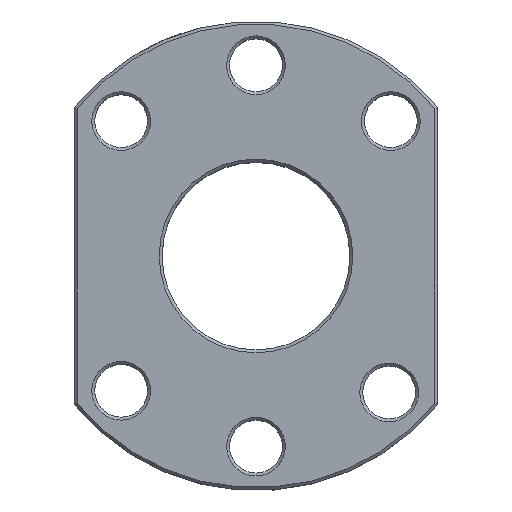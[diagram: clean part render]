
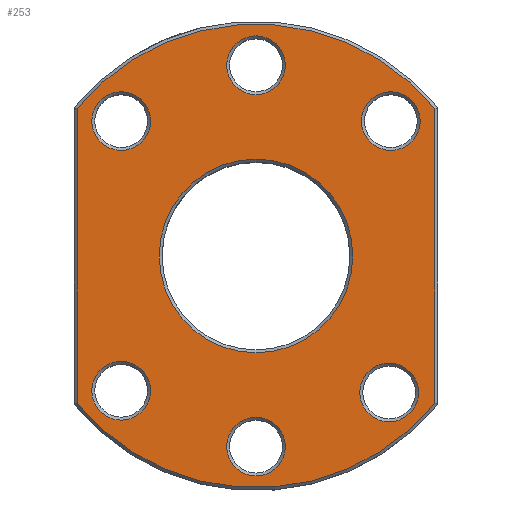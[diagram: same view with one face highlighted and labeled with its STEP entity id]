
A CAD part, top view. The second image highlights one B-rep face of the part: STEP entity #253.
In plain terms, the highlighted planar face has unit normal (0, 0, 1).
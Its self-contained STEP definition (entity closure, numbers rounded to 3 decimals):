
#222=CIRCLE('',#2593,5.);
#223=CIRCLE('',#2594,5.);
#224=CIRCLE('',#2595,5.);
#225=CIRCLE('',#2596,5.);
#226=CIRCLE('',#2597,5.);
#227=CIRCLE('',#2598,16.5);
#228=CIRCLE('',#2599,5.);
#229=CIRCLE('',#2600,39.5);
#230=CIRCLE('',#2601,39.5);
#253=ADVANCED_FACE('',(#670,#671,#672,#673,#674,#675,#676,#677),#397,.T.);
#397=PLANE('',#2602);
#670=FACE_BOUND('',#762,.T.);
#671=FACE_BOUND('',#763,.T.);
#672=FACE_BOUND('',#764,.T.);
#673=FACE_BOUND('',#765,.T.);
#674=FACE_BOUND('',#766,.T.);
#675=FACE_BOUND('',#767,.T.);
#676=FACE_BOUND('',#768,.T.);
#677=FACE_BOUND('',#769,.T.);
#762=EDGE_LOOP('',(#1045));
#763=EDGE_LOOP('',(#1046));
#764=EDGE_LOOP('',(#1047));
#765=EDGE_LOOP('',(#1048));
#766=EDGE_LOOP('',(#1049));
#767=EDGE_LOOP('',(#1050));
#768=EDGE_LOOP('',(#1051));
#769=EDGE_LOOP('',(#1052,#1053,#1054,#1055));
#1045=ORIENTED_EDGE('',*,*,#1955,.T.);
#1046=ORIENTED_EDGE('',*,*,#1956,.T.);
#1047=ORIENTED_EDGE('',*,*,#1957,.T.);
#1048=ORIENTED_EDGE('',*,*,#1958,.T.);
#1049=ORIENTED_EDGE('',*,*,#1959,.T.);
#1050=ORIENTED_EDGE('',*,*,#1960,.T.);
#1051=ORIENTED_EDGE('',*,*,#1961,.T.);
#1052=ORIENTED_EDGE('',*,*,#1962,.T.);
#1053=ORIENTED_EDGE('',*,*,#1963,.T.);
#1054=ORIENTED_EDGE('',*,*,#1964,.T.);
#1055=ORIENTED_EDGE('',*,*,#1965,.T.);
#1715=VERTEX_POINT('',#3786);
#1716=VERTEX_POINT('',#3788);
#1717=VERTEX_POINT('',#3790);
#1718=VERTEX_POINT('',#3792);
#1719=VERTEX_POINT('',#3794);
#1720=VERTEX_POINT('',#3796);
#1721=VERTEX_POINT('',#3798);
#1722=VERTEX_POINT('',#3800);
#1723=VERTEX_POINT('',#3801);
#1724=VERTEX_POINT('',#3803);
#1725=VERTEX_POINT('',#3805);
#1955=EDGE_CURVE('',#1715,#1715,#222,.T.);
#1956=EDGE_CURVE('',#1716,#1716,#223,.T.);
#1957=EDGE_CURVE('',#1717,#1717,#224,.T.);
#1958=EDGE_CURVE('',#1718,#1718,#225,.T.);
#1959=EDGE_CURVE('',#1719,#1719,#226,.T.);
#1960=EDGE_CURVE('',#1720,#1720,#227,.T.);
#1961=EDGE_CURVE('',#1721,#1721,#228,.T.);
#1962=EDGE_CURVE('',#1722,#1723,#2264,.T.);
#1963=EDGE_CURVE('',#1723,#1724,#229,.T.);
#1964=EDGE_CURVE('',#1724,#1725,#2265,.T.);
#1965=EDGE_CURVE('',#1725,#1722,#230,.T.);
#2264=LINE('',#3799,#2440);
#2265=LINE('',#3804,#2441);
#2440=VECTOR('',#2852,1.);
#2441=VECTOR('',#2855,1.);
#2593=AXIS2_PLACEMENT_3D('',#3785,#2838,#2839);
#2594=AXIS2_PLACEMENT_3D('',#3787,#2840,#2841);
#2595=AXIS2_PLACEMENT_3D('',#3789,#2842,#2843);
#2596=AXIS2_PLACEMENT_3D('',#3791,#2844,#2845);
#2597=AXIS2_PLACEMENT_3D('',#3793,#2846,#2847);
#2598=AXIS2_PLACEMENT_3D('',#3795,#2848,#2849);
#2599=AXIS2_PLACEMENT_3D('',#3797,#2850,#2851);
#2600=AXIS2_PLACEMENT_3D('',#3802,#2853,#2854);
#2601=AXIS2_PLACEMENT_3D('',#3806,#2856,#2857);
#2602=AXIS2_PLACEMENT_3D('',#3807,#2858,#2859);
#2838=DIRECTION('',(0.,0.,-1.));
#2839=DIRECTION('',(1.,0.,0.));
#2840=DIRECTION('',(0.,0.,-1.));
#2841=DIRECTION('',(1.,0.,0.));
#2842=DIRECTION('',(0.,0.,-1.));
#2843=DIRECTION('',(1.,0.,0.));
#2844=DIRECTION('',(0.,0.,-1.));
#2845=DIRECTION('',(1.,0.,0.));
#2846=DIRECTION('',(0.,0.,-1.));
#2847=DIRECTION('',(1.,0.,0.));
#2848=DIRECTION('',(0.,0.,-1.));
#2849=DIRECTION('',(1.,0.,0.));
#2850=DIRECTION('',(0.,0.,-1.));
#2851=DIRECTION('',(1.,0.,0.));
#2852=DIRECTION('',(0.,-1.,0.));
#2853=DIRECTION('',(0.,0.,1.));
#2854=DIRECTION('',(1.,0.,0.));
#2855=DIRECTION('',(0.,1.,0.));
#2856=DIRECTION('',(0.,0.,1.));
#2857=DIRECTION('',(1.,0.,0.));
#2858=DIRECTION('',(0.,0.,1.));
#2859=DIRECTION('',(1.,0.,0.));
#3785=CARTESIAN_POINT('',(-22.981,22.981,0.));
#3786=CARTESIAN_POINT('',(-17.981,22.981,0.));
#3787=CARTESIAN_POINT('',(-22.981,-22.981,0.));
#3788=CARTESIAN_POINT('',(-17.981,-22.981,0.));
#3789=CARTESIAN_POINT('',(22.981,22.981,0.));
#3790=CARTESIAN_POINT('',(27.981,22.981,0.));
#3791=CARTESIAN_POINT('',(22.687,-23.271,0.));
#3792=CARTESIAN_POINT('',(27.687,-23.271,0.));
#3793=CARTESIAN_POINT('',(0.,32.5,0.));
#3794=CARTESIAN_POINT('',(5.,32.5,0.));
#3795=CARTESIAN_POINT('',(0.,0.,0.));
#3796=CARTESIAN_POINT('',(16.5,0.,0.));
#3797=CARTESIAN_POINT('',(0.,-32.5,0.));
#3798=CARTESIAN_POINT('',(5.,-32.5,0.));
#3799=CARTESIAN_POINT('',(-30.5,-25.278,0.));
#3800=CARTESIAN_POINT('',(-30.5,25.1,0.));
#3801=CARTESIAN_POINT('',(-30.5,-25.1,0.));
#3802=CARTESIAN_POINT('',(0.,0.,0.));
#3803=CARTESIAN_POINT('',(30.5,-25.1,0.));
#3804=CARTESIAN_POINT('',(30.5,25.278,0.));
#3805=CARTESIAN_POINT('',(30.5,25.1,0.));
#3806=CARTESIAN_POINT('',(0.,0.,0.));
#3807=CARTESIAN_POINT('',(0.,0.,0.));
